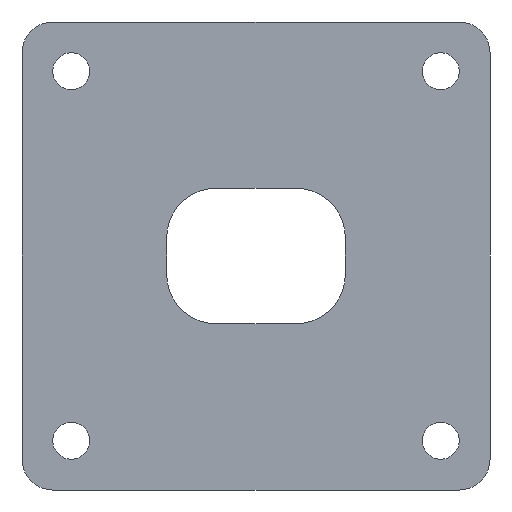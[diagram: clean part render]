
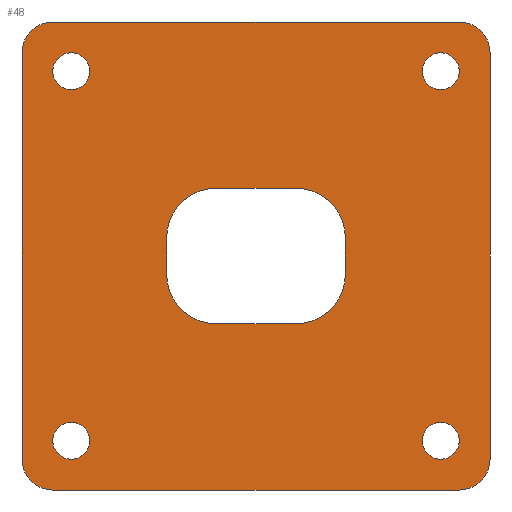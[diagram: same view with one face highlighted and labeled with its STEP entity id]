
A CAD part, front view. The second image highlights one B-rep face of the part: STEP entity #48.
In plain terms, the highlighted planar face has unit normal (0, -1, 0).
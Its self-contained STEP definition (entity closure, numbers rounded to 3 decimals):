
#48=ADVANCED_FACE('',(#246,#248,#250,#252,#254,#256),#258,.F.);
#246=FACE_BOUND('',#247,.T.);
#247=EDGE_LOOP('',(#428,#429,#430,#431,#432,#433,#434,#435));
#248=FACE_BOUND('',#249,.T.);
#249=EDGE_LOOP('',(#436,#437,#438,#439,#440,#441,#442,#443));
#250=FACE_BOUND('',#251,.T.);
#251=EDGE_LOOP('',(#444));
#252=FACE_BOUND('',#253,.T.);
#253=EDGE_LOOP('',(#445));
#254=FACE_BOUND('',#255,.T.);
#255=EDGE_LOOP('',(#446));
#256=FACE_BOUND('',#257,.T.);
#257=EDGE_LOOP('',(#447));
#258=PLANE('',#259);
#259=AXIS2_PLACEMENT_3D('',#260,#261,#262);
#260=CARTESIAN_POINT('',(0.,0.,0.));
#261=DIRECTION('',(0.,1.,0.));
#262=DIRECTION('',(-1.,0.,0.));
#428=ORIENTED_EDGE('',*,*,#540,.F.);
#429=ORIENTED_EDGE('',*,*,#541,.F.);
#430=ORIENTED_EDGE('',*,*,#542,.F.);
#431=ORIENTED_EDGE('',*,*,#543,.F.);
#432=ORIENTED_EDGE('',*,*,#544,.F.);
#433=ORIENTED_EDGE('',*,*,#545,.F.);
#434=ORIENTED_EDGE('',*,*,#546,.F.);
#435=ORIENTED_EDGE('',*,*,#547,.F.);
#436=ORIENTED_EDGE('',*,*,#548,.T.);
#437=ORIENTED_EDGE('',*,*,#549,.T.);
#438=ORIENTED_EDGE('',*,*,#550,.T.);
#439=ORIENTED_EDGE('',*,*,#551,.T.);
#440=ORIENTED_EDGE('',*,*,#552,.T.);
#441=ORIENTED_EDGE('',*,*,#553,.T.);
#442=ORIENTED_EDGE('',*,*,#554,.T.);
#443=ORIENTED_EDGE('',*,*,#555,.T.);
#444=ORIENTED_EDGE('',*,*,#556,.T.);
#445=ORIENTED_EDGE('',*,*,#557,.T.);
#446=ORIENTED_EDGE('',*,*,#558,.T.);
#447=ORIENTED_EDGE('',*,*,#559,.T.);
#540=EDGE_CURVE('',#596,#597,#598,.T.);
#541=EDGE_CURVE('',#599,#596,#600,.T.);
#542=EDGE_CURVE('',#601,#599,#602,.T.);
#543=EDGE_CURVE('',#603,#601,#604,.T.);
#544=EDGE_CURVE('',#605,#603,#606,.T.);
#545=EDGE_CURVE('',#607,#605,#608,.T.);
#546=EDGE_CURVE('',#609,#607,#610,.T.);
#547=EDGE_CURVE('',#597,#609,#611,.T.);
#548=EDGE_CURVE('',#612,#613,#614,.T.);
#549=EDGE_CURVE('',#613,#615,#616,.T.);
#550=EDGE_CURVE('',#615,#617,#618,.T.);
#551=EDGE_CURVE('',#617,#619,#620,.T.);
#552=EDGE_CURVE('',#619,#621,#622,.T.);
#553=EDGE_CURVE('',#621,#623,#624,.T.);
#554=EDGE_CURVE('',#623,#625,#626,.T.);
#555=EDGE_CURVE('',#625,#612,#627,.T.);
#556=EDGE_CURVE('',#628,#628,#629,.T.);
#557=EDGE_CURVE('',#630,#630,#631,.T.);
#558=EDGE_CURVE('',#632,#632,#633,.T.);
#559=EDGE_CURVE('',#634,#634,#635,.T.);
#596=VERTEX_POINT('',#692);
#597=VERTEX_POINT('',#693);
#598=CIRCLE('',#694,2.5);
#599=VERTEX_POINT('',#698);
#600=LINE('',#699,#700);
#601=VERTEX_POINT('',#702);
#602=CIRCLE('',#703,2.5);
#603=VERTEX_POINT('',#707);
#604=LINE('',#708,#709);
#605=VERTEX_POINT('',#711);
#606=CIRCLE('',#712,2.5);
#607=VERTEX_POINT('',#716);
#608=LINE('',#717,#718);
#609=VERTEX_POINT('',#720);
#610=CIRCLE('',#721,2.5);
#611=LINE('',#725,#726);
#612=VERTEX_POINT('',#728);
#613=VERTEX_POINT('',#729);
#614=LINE('',#730,#731);
#615=VERTEX_POINT('',#733);
#616=CIRCLE('',#734,4.);
#617=VERTEX_POINT('',#738);
#618=LINE('',#739,#740);
#619=VERTEX_POINT('',#742);
#620=CIRCLE('',#743,4.);
#621=VERTEX_POINT('',#747);
#622=LINE('',#748,#749);
#623=VERTEX_POINT('',#751);
#624=CIRCLE('',#752,4.);
#625=VERTEX_POINT('',#756);
#626=LINE('',#757,#758);
#627=CIRCLE('',#760,4.);
#628=VERTEX_POINT('',#764);
#629=CIRCLE('',#765,1.5);
#630=VERTEX_POINT('',#769);
#631=CIRCLE('',#770,1.5);
#632=VERTEX_POINT('',#774);
#633=CIRCLE('',#775,1.5);
#634=VERTEX_POINT('',#779);
#635=CIRCLE('',#780,1.5);
#692=CARTESIAN_POINT('',(-19.,0.,16.5));
#693=CARTESIAN_POINT('',(-16.5,0.,19.));
#694=AXIS2_PLACEMENT_3D('',#695,#696,#697);
#695=CARTESIAN_POINT('',(-16.5,0.,16.5));
#696=DIRECTION('',(0.,1.,0.));
#697=DIRECTION('',(-1.,0.,0.));
#698=CARTESIAN_POINT('',(-19.,0.,-16.5));
#699=CARTESIAN_POINT('',(-19.,0.,-16.5));
#700=VECTOR('',#701,1.);
#701=DIRECTION('',(0.,0.,1.));
#702=CARTESIAN_POINT('',(-16.5,0.,-19.));
#703=AXIS2_PLACEMENT_3D('',#704,#705,#706);
#704=CARTESIAN_POINT('',(-16.5,0.,-16.5));
#705=DIRECTION('',(0.,1.,0.));
#706=DIRECTION('',(0.,0.,-1.));
#707=CARTESIAN_POINT('',(16.5,0.,-19.));
#708=CARTESIAN_POINT('',(16.5,0.,-19.));
#709=VECTOR('',#710,1.);
#710=DIRECTION('',(-1.,0.,0.));
#711=CARTESIAN_POINT('',(19.,0.,-16.5));
#712=AXIS2_PLACEMENT_3D('',#713,#714,#715);
#713=CARTESIAN_POINT('',(16.5,0.,-16.5));
#714=DIRECTION('',(0.,1.,0.));
#715=DIRECTION('',(1.,0.,0.));
#716=CARTESIAN_POINT('',(19.,0.,16.5));
#717=CARTESIAN_POINT('',(19.,0.,16.5));
#718=VECTOR('',#719,1.);
#719=DIRECTION('',(0.,0.,-1.));
#720=CARTESIAN_POINT('',(16.5,0.,19.));
#721=AXIS2_PLACEMENT_3D('',#722,#723,#724);
#722=CARTESIAN_POINT('',(16.5,0.,16.5));
#723=DIRECTION('',(0.,1.,0.));
#724=DIRECTION('',(0.,0.,1.));
#725=CARTESIAN_POINT('',(-16.5,0.,19.));
#726=VECTOR('',#727,1.);
#727=DIRECTION('',(1.,0.,0.));
#728=CARTESIAN_POINT('',(-3.25,0.,5.5));
#729=CARTESIAN_POINT('',(3.25,0.,5.5));
#730=CARTESIAN_POINT('',(-3.25,0.,5.5));
#731=VECTOR('',#732,1.);
#732=DIRECTION('',(1.,0.,0.));
#733=CARTESIAN_POINT('',(7.25,0.,1.5));
#734=AXIS2_PLACEMENT_3D('',#735,#736,#737);
#735=CARTESIAN_POINT('',(3.25,0.,1.5));
#736=DIRECTION('',(0.,1.,0.));
#737=DIRECTION('',(0.,0.,1.));
#738=CARTESIAN_POINT('',(7.25,0.,-1.5));
#739=CARTESIAN_POINT('',(7.25,0.,1.5));
#740=VECTOR('',#741,1.);
#741=DIRECTION('',(0.,0.,-1.));
#742=CARTESIAN_POINT('',(3.25,0.,-5.5));
#743=AXIS2_PLACEMENT_3D('',#744,#745,#746);
#744=CARTESIAN_POINT('',(3.25,0.,-1.5));
#745=DIRECTION('',(0.,1.,0.));
#746=DIRECTION('',(1.,0.,0.));
#747=CARTESIAN_POINT('',(-3.25,0.,-5.5));
#748=CARTESIAN_POINT('',(3.25,0.,-5.5));
#749=VECTOR('',#750,1.);
#750=DIRECTION('',(-1.,0.,0.));
#751=CARTESIAN_POINT('',(-7.25,0.,-1.5));
#752=AXIS2_PLACEMENT_3D('',#753,#754,#755);
#753=CARTESIAN_POINT('',(-3.25,0.,-1.5));
#754=DIRECTION('',(0.,1.,0.));
#755=DIRECTION('',(0.,0.,-1.));
#756=CARTESIAN_POINT('',(-7.25,0.,1.5));
#757=CARTESIAN_POINT('',(-7.25,0.,-1.5));
#758=VECTOR('',#759,1.);
#759=DIRECTION('',(0.,0.,1.));
#760=AXIS2_PLACEMENT_3D('',#761,#762,#763);
#761=CARTESIAN_POINT('',(-3.25,0.,1.5));
#762=DIRECTION('',(0.,1.,0.));
#763=DIRECTION('',(-1.,0.,0.));
#764=CARTESIAN_POINT('',(13.5,0.,15.));
#765=AXIS2_PLACEMENT_3D('',#766,#767,#768);
#766=CARTESIAN_POINT('',(15.,0.,15.));
#767=DIRECTION('',(0.,1.,0.));
#768=DIRECTION('',(-1.,0.,0.));
#769=CARTESIAN_POINT('',(-16.5,0.,15.));
#770=AXIS2_PLACEMENT_3D('',#771,#772,#773);
#771=CARTESIAN_POINT('',(-15.,0.,15.));
#772=DIRECTION('',(0.,1.,0.));
#773=DIRECTION('',(-1.,0.,0.));
#774=CARTESIAN_POINT('',(13.5,0.,-15.));
#775=AXIS2_PLACEMENT_3D('',#776,#777,#778);
#776=CARTESIAN_POINT('',(15.,0.,-15.));
#777=DIRECTION('',(0.,1.,0.));
#778=DIRECTION('',(-1.,0.,0.));
#779=CARTESIAN_POINT('',(-16.5,0.,-15.));
#780=AXIS2_PLACEMENT_3D('',#781,#782,#783);
#781=CARTESIAN_POINT('',(-15.,0.,-15.));
#782=DIRECTION('',(0.,1.,0.));
#783=DIRECTION('',(-1.,0.,0.));
